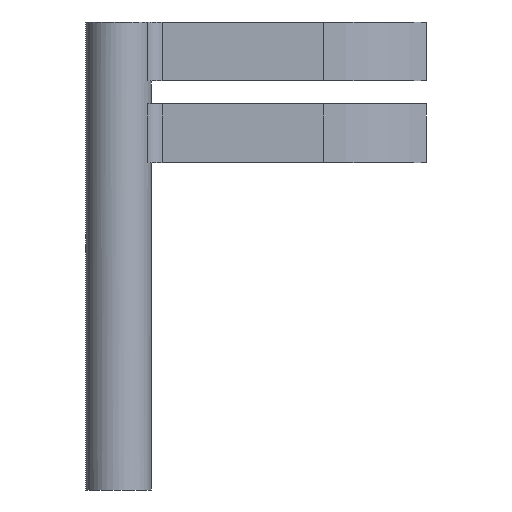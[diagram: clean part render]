
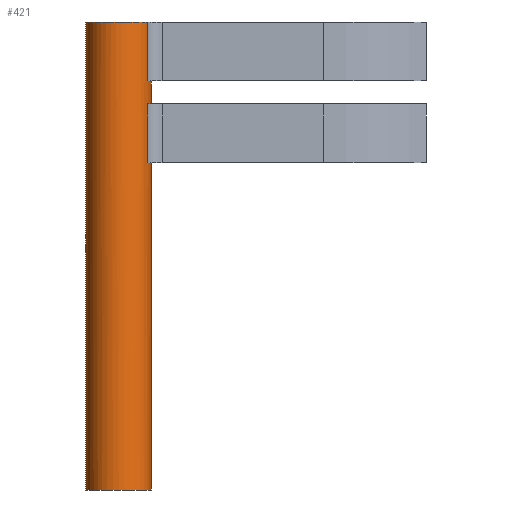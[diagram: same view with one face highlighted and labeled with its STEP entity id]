
A CAD part, front view. The second image highlights one B-rep face of the part: STEP entity #421.
In plain terms, the highlighted cylindrical face has radius 2 mm (diameter 4 mm), a full revolution.
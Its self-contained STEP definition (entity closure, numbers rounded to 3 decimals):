
#28=FACE_BOUND('',#55,.T.);
#30=FACE_OUTER_BOUND('',#54,.T.);
#54=EDGE_LOOP('',(#287,#288,#289,#290,#291,#292,#293,#294));
#55=EDGE_LOOP('',(#295,#296,#297,#298));
#78=LINE('',#653,#115);
#80=LINE('',#661,#117);
#81=LINE('',#665,#118);
#82=LINE('',#672,#119);
#83=LINE('',#675,#120);
#115=VECTOR('',#514,10.);
#117=VECTOR('',#522,10.);
#118=VECTOR('',#525,2.);
#119=VECTOR('',#532,10.);
#120=VECTOR('',#535,10.);
#154=CIRCLE('',#462,2.);
#155=CIRCLE('',#463,2.);
#156=CIRCLE('',#464,2.);
#157=CIRCLE('',#465,2.);
#158=CIRCLE('',#466,2.);
#159=CIRCLE('',#467,2.);
#179=VERTEX_POINT('',#650);
#180=VERTEX_POINT('',#652);
#182=VERTEX_POINT('',#658);
#183=VERTEX_POINT('',#660);
#184=VERTEX_POINT('',#662);
#185=VERTEX_POINT('',#664);
#186=VERTEX_POINT('',#668);
#187=VERTEX_POINT('',#669);
#188=VERTEX_POINT('',#671);
#189=VERTEX_POINT('',#673);
#221=EDGE_CURVE('',#179,#180,#78,.T.);
#224=EDGE_CURVE('',#182,#179,#154,.T.);
#225=EDGE_CURVE('',#183,#182,#80,.T.);
#226=EDGE_CURVE('',#183,#184,#155,.T.);
#227=EDGE_CURVE('',#184,#185,#81,.T.);
#228=EDGE_CURVE('',#185,#185,#156,.T.);
#229=EDGE_CURVE('',#184,#180,#157,.T.);
#230=EDGE_CURVE('',#186,#187,#158,.T.);
#231=EDGE_CURVE('',#188,#186,#82,.T.);
#232=EDGE_CURVE('',#189,#188,#159,.T.);
#233=EDGE_CURVE('',#187,#189,#83,.T.);
#287=ORIENTED_EDGE('',*,*,#221,.F.);
#288=ORIENTED_EDGE('',*,*,#224,.F.);
#289=ORIENTED_EDGE('',*,*,#225,.F.);
#290=ORIENTED_EDGE('',*,*,#226,.T.);
#291=ORIENTED_EDGE('',*,*,#227,.T.);
#292=ORIENTED_EDGE('',*,*,#228,.F.);
#293=ORIENTED_EDGE('',*,*,#227,.F.);
#294=ORIENTED_EDGE('',*,*,#229,.T.);
#295=ORIENTED_EDGE('',*,*,#230,.F.);
#296=ORIENTED_EDGE('',*,*,#231,.F.);
#297=ORIENTED_EDGE('',*,*,#232,.F.);
#298=ORIENTED_EDGE('',*,*,#233,.F.);
#410=CYLINDRICAL_SURFACE('',#461,2.);
#421=ADVANCED_FACE('',(#30,#28),#410,.T.);
#461=AXIS2_PLACEMENT_3D('',#657,#518,#519);
#462=AXIS2_PLACEMENT_3D('',#659,#520,#521);
#463=AXIS2_PLACEMENT_3D('',#663,#523,#524);
#464=AXIS2_PLACEMENT_3D('',#666,#526,#527);
#465=AXIS2_PLACEMENT_3D('',#667,#528,#529);
#466=AXIS2_PLACEMENT_3D('',#670,#530,#531);
#467=AXIS2_PLACEMENT_3D('',#674,#533,#534);
#514=DIRECTION('',(0.,0.,1.));
#518=DIRECTION('center_axis',(0.,0.,1.));
#519=DIRECTION('ref_axis',(1.,0.,0.));
#520=DIRECTION('center_axis',(0.,0.,1.));
#521=DIRECTION('ref_axis',(1.,0.,0.));
#522=DIRECTION('',(0.,0.,-1.));
#523=DIRECTION('center_axis',(0.,0.,-1.));
#524=DIRECTION('ref_axis',(1.,0.,0.));
#525=DIRECTION('',(0.,0.,-1.));
#526=DIRECTION('center_axis',(0.,0.,-1.));
#527=DIRECTION('ref_axis',(1.,0.,0.));
#528=DIRECTION('center_axis',(0.,0.,-1.));
#529=DIRECTION('ref_axis',(1.,0.,0.));
#530=DIRECTION('center_axis',(0.,0.,-1.));
#531=DIRECTION('ref_axis',(1.,0.,0.));
#532=DIRECTION('',(0.,0.,1.));
#533=DIRECTION('center_axis',(0.,0.,1.));
#534=DIRECTION('ref_axis',(1.,0.,0.));
#535=DIRECTION('',(0.,0.,-1.));
#650=CARTESIAN_POINT('',(-10.614,-7.833,-10.));
#652=CARTESIAN_POINT('',(-10.614,-7.833,-6.4));
#653=CARTESIAN_POINT('',(-10.614,-7.833,-10.));
#657=CARTESIAN_POINT('Origin',(-12.5,-8.5,-10.));
#658=CARTESIAN_POINT('',(-10.731,-9.433,-10.));
#659=CARTESIAN_POINT('Origin',(-12.5,-8.5,-10.));
#660=CARTESIAN_POINT('',(-10.731,-9.433,-6.4));
#661=CARTESIAN_POINT('',(-10.731,-9.433,-10.));
#662=CARTESIAN_POINT('',(-14.5,-8.5,-6.4));
#663=CARTESIAN_POINT('Origin',(-12.5,-8.5,-6.4));
#664=CARTESIAN_POINT('',(-14.5,-8.5,-35.));
#665=CARTESIAN_POINT('',(-14.5,-8.5,-10.));
#666=CARTESIAN_POINT('Origin',(-12.5,-8.5,-35.));
#667=CARTESIAN_POINT('Origin',(-12.5,-8.5,-6.4));
#668=CARTESIAN_POINT('',(-10.614,-7.833,-11.4));
#669=CARTESIAN_POINT('',(-10.731,-9.433,-11.4));
#670=CARTESIAN_POINT('Origin',(-12.5,-8.5,-11.4));
#671=CARTESIAN_POINT('',(-10.614,-7.833,-15.));
#672=CARTESIAN_POINT('',(-10.614,-7.833,-10.));
#673=CARTESIAN_POINT('',(-10.731,-9.433,-15.));
#674=CARTESIAN_POINT('Origin',(-12.5,-8.5,-15.));
#675=CARTESIAN_POINT('',(-10.731,-9.433,-10.));
